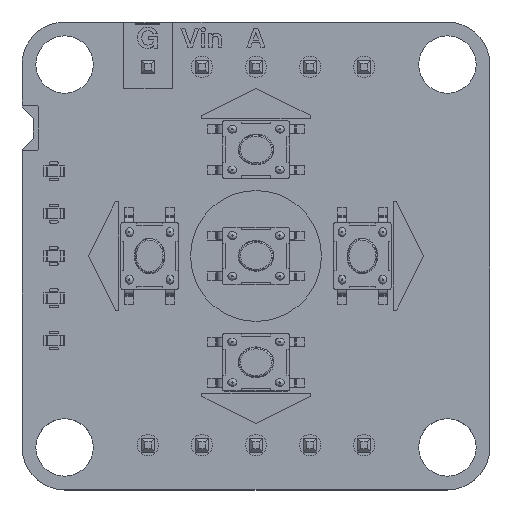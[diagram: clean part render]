
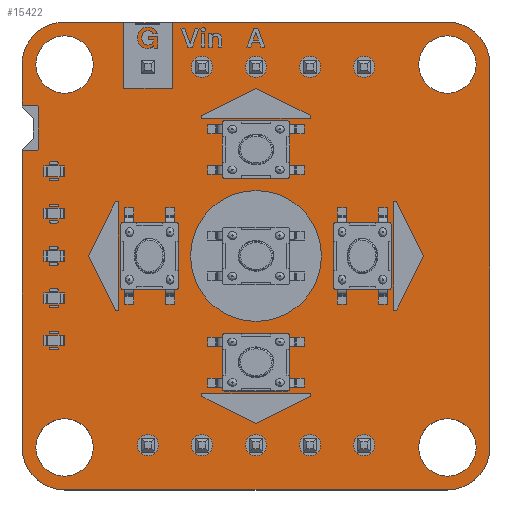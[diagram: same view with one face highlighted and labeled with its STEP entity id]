
A CAD part, top view. The second image highlights one B-rep face of the part: STEP entity #15422.
In plain terms, the highlighted planar face has unit normal (0, 0, 1).
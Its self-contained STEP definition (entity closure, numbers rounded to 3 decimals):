
#15087 = VERTEX_POINT('',#15088);
#15088 = CARTESIAN_POINT('',(8.998,11.,1.51));
#15094 = EDGE_CURVE('',#15087,#15095,#15097,.T.);
#15095 = VERTEX_POINT('',#15096);
#15096 = CARTESIAN_POINT('',(10.998,9.,1.51));
#15097 = CIRCLE('',#15098,2.);
#15098 = AXIS2_PLACEMENT_3D('',#15099,#15100,#15101);
#15099 = CARTESIAN_POINT('',(8.998,9.,1.51));
#15100 = DIRECTION('',(0.,0.,-1.));
#15101 = DIRECTION('',(0.,1.,0.));
#15129 = VERTEX_POINT('',#15130);
#15130 = CARTESIAN_POINT('',(-8.993,11.,1.51));
#15136 = EDGE_CURVE('',#15129,#15087,#15137,.T.);
#15137 = LINE('',#15138,#15139);
#15138 = CARTESIAN_POINT('',(-8.993,11.,1.51));
#15139 = VECTOR('',#15140,1.);
#15140 = DIRECTION('',(1.,0.,0.));
#15158 = EDGE_CURVE('',#15095,#15159,#15161,.T.);
#15159 = VERTEX_POINT('',#15160);
#15160 = CARTESIAN_POINT('',(10.998,-9.,1.51));
#15161 = LINE('',#15162,#15163);
#15162 = CARTESIAN_POINT('',(10.998,9.,1.51));
#15163 = VECTOR('',#15164,1.);
#15164 = DIRECTION('',(0.,-1.,0.));
#15422 = ADVANCED_FACE('',(#15423,#15501,#15512,#15523,#15534,#15545,
    #15556,#15567,#15578,#15589,#15600,#15611,#15622,#15633,#15644),
  #15655,.T.);
#15423 = FACE_BOUND('',#15424,.T.);
#15424 = EDGE_LOOP('',(#15425,#15426,#15427,#15436,#15444,#15452,#15460,
    #15468,#15476,#15485,#15493,#15500));
#15425 = ORIENTED_EDGE('',*,*,#15094,.F.);
#15426 = ORIENTED_EDGE('',*,*,#15136,.F.);
#15427 = ORIENTED_EDGE('',*,*,#15428,.F.);
#15428 = EDGE_CURVE('',#15429,#15129,#15431,.T.);
#15429 = VERTEX_POINT('',#15430);
#15430 = CARTESIAN_POINT('',(-11.002,9.,1.51));
#15431 = CIRCLE('',#15432,2.);
#15432 = AXIS2_PLACEMENT_3D('',#15433,#15434,#15435);
#15433 = CARTESIAN_POINT('',(-9.002,9.,1.51));
#15434 = DIRECTION('',(0.,0.,-1.));
#15435 = DIRECTION('',(-1.,0.,0.));
#15436 = ORIENTED_EDGE('',*,*,#15437,.F.);
#15437 = EDGE_CURVE('',#15438,#15429,#15440,.T.);
#15438 = VERTEX_POINT('',#15439);
#15439 = CARTESIAN_POINT('',(-11.002,7.,1.51));
#15440 = LINE('',#15441,#15442);
#15441 = CARTESIAN_POINT('',(-11.002,7.,1.51));
#15442 = VECTOR('',#15443,1.);
#15443 = DIRECTION('',(0.,1.,0.));
#15444 = ORIENTED_EDGE('',*,*,#15445,.F.);
#15445 = EDGE_CURVE('',#15446,#15438,#15448,.T.);
#15446 = VERTEX_POINT('',#15447);
#15447 = CARTESIAN_POINT('',(-10.472,6.47,1.51));
#15448 = LINE('',#15449,#15450);
#15449 = CARTESIAN_POINT('',(-10.472,6.47,1.51));
#15450 = VECTOR('',#15451,1.);
#15451 = DIRECTION('',(-0.707,0.707,0.));
#15452 = ORIENTED_EDGE('',*,*,#15453,.F.);
#15453 = EDGE_CURVE('',#15454,#15446,#15456,.T.);
#15454 = VERTEX_POINT('',#15455);
#15455 = CARTESIAN_POINT('',(-10.472,5.53,1.51));
#15456 = LINE('',#15457,#15458);
#15457 = CARTESIAN_POINT('',(-10.472,5.53,1.51));
#15458 = VECTOR('',#15459,1.);
#15459 = DIRECTION('',(0.,1.,0.));
#15460 = ORIENTED_EDGE('',*,*,#15461,.F.);
#15461 = EDGE_CURVE('',#15462,#15454,#15464,.T.);
#15462 = VERTEX_POINT('',#15463);
#15463 = CARTESIAN_POINT('',(-11.002,5.,1.51));
#15464 = LINE('',#15465,#15466);
#15465 = CARTESIAN_POINT('',(-11.002,5.,1.51));
#15466 = VECTOR('',#15467,1.);
#15467 = DIRECTION('',(0.707,0.707,0.));
#15468 = ORIENTED_EDGE('',*,*,#15469,.F.);
#15469 = EDGE_CURVE('',#15470,#15462,#15472,.T.);
#15470 = VERTEX_POINT('',#15471);
#15471 = CARTESIAN_POINT('',(-11.002,-9.,1.51));
#15472 = LINE('',#15473,#15474);
#15473 = CARTESIAN_POINT('',(-11.002,-9.,1.51));
#15474 = VECTOR('',#15475,1.);
#15475 = DIRECTION('',(0.,1.,0.));
#15476 = ORIENTED_EDGE('',*,*,#15477,.F.);
#15477 = EDGE_CURVE('',#15478,#15470,#15480,.T.);
#15478 = VERTEX_POINT('',#15479);
#15479 = CARTESIAN_POINT('',(-9.002,-11.,1.51));
#15480 = CIRCLE('',#15481,2.);
#15481 = AXIS2_PLACEMENT_3D('',#15482,#15483,#15484);
#15482 = CARTESIAN_POINT('',(-9.002,-9.,1.51));
#15483 = DIRECTION('',(0.,0.,-1.));
#15484 = DIRECTION('',(0.,-1.,0.));
#15485 = ORIENTED_EDGE('',*,*,#15486,.F.);
#15486 = EDGE_CURVE('',#15487,#15478,#15489,.T.);
#15487 = VERTEX_POINT('',#15488);
#15488 = CARTESIAN_POINT('',(8.998,-11.,1.51));
#15489 = LINE('',#15490,#15491);
#15490 = CARTESIAN_POINT('',(8.998,-11.,1.51));
#15491 = VECTOR('',#15492,1.);
#15492 = DIRECTION('',(-1.,0.,0.));
#15493 = ORIENTED_EDGE('',*,*,#15494,.F.);
#15494 = EDGE_CURVE('',#15159,#15487,#15495,.T.);
#15495 = CIRCLE('',#15496,2.);
#15496 = AXIS2_PLACEMENT_3D('',#15497,#15498,#15499);
#15497 = CARTESIAN_POINT('',(8.998,-9.,1.51));
#15498 = DIRECTION('',(0.,0.,-1.));
#15499 = DIRECTION('',(1.,0.,0.));
#15500 = ORIENTED_EDGE('',*,*,#15158,.F.);
#15501 = FACE_BOUND('',#15502,.T.);
#15502 = EDGE_LOOP('',(#15503));
#15503 = ORIENTED_EDGE('',*,*,#15504,.T.);
#15504 = EDGE_CURVE('',#15505,#15505,#15507,.T.);
#15505 = VERTEX_POINT('',#15506);
#15506 = CARTESIAN_POINT('',(-9.002,-10.35,1.51));
#15507 = CIRCLE('',#15508,1.35);
#15508 = AXIS2_PLACEMENT_3D('',#15509,#15510,#15511);
#15509 = CARTESIAN_POINT('',(-9.002,-9.,1.51));
#15510 = DIRECTION('',(-0.,0.,-1.));
#15511 = DIRECTION('',(-0.,-1.,0.));
#15512 = FACE_BOUND('',#15513,.T.);
#15513 = EDGE_LOOP('',(#15514));
#15514 = ORIENTED_EDGE('',*,*,#15515,.T.);
#15515 = EDGE_CURVE('',#15516,#15516,#15518,.T.);
#15516 = VERTEX_POINT('',#15517);
#15517 = CARTESIAN_POINT('',(-5.082,-9.39,1.51));
#15518 = CIRCLE('',#15519,0.5);
#15519 = AXIS2_PLACEMENT_3D('',#15520,#15521,#15522);
#15520 = CARTESIAN_POINT('',(-5.082,-8.89,1.51));
#15521 = DIRECTION('',(-0.,0.,-1.));
#15522 = DIRECTION('',(-0.,-1.,0.));
#15523 = FACE_BOUND('',#15524,.T.);
#15524 = EDGE_LOOP('',(#15525));
#15525 = ORIENTED_EDGE('',*,*,#15526,.T.);
#15526 = EDGE_CURVE('',#15527,#15527,#15529,.T.);
#15527 = VERTEX_POINT('',#15528);
#15528 = CARTESIAN_POINT('',(-2.542,-9.39,1.51));
#15529 = CIRCLE('',#15530,0.5);
#15530 = AXIS2_PLACEMENT_3D('',#15531,#15532,#15533);
#15531 = CARTESIAN_POINT('',(-2.542,-8.89,1.51));
#15532 = DIRECTION('',(-0.,0.,-1.));
#15533 = DIRECTION('',(-0.,-1.,0.));
#15534 = FACE_BOUND('',#15535,.T.);
#15535 = EDGE_LOOP('',(#15536));
#15536 = ORIENTED_EDGE('',*,*,#15537,.T.);
#15537 = EDGE_CURVE('',#15538,#15538,#15540,.T.);
#15538 = VERTEX_POINT('',#15539);
#15539 = CARTESIAN_POINT('',(-0.002,-9.39,1.51));
#15540 = CIRCLE('',#15541,0.5);
#15541 = AXIS2_PLACEMENT_3D('',#15542,#15543,#15544);
#15542 = CARTESIAN_POINT('',(-0.002,-8.89,1.51));
#15543 = DIRECTION('',(-0.,0.,-1.));
#15544 = DIRECTION('',(0.,-1.,-0.));
#15545 = FACE_BOUND('',#15546,.T.);
#15546 = EDGE_LOOP('',(#15547));
#15547 = ORIENTED_EDGE('',*,*,#15548,.T.);
#15548 = EDGE_CURVE('',#15549,#15549,#15551,.T.);
#15549 = VERTEX_POINT('',#15550);
#15550 = CARTESIAN_POINT('',(2.538,-9.39,1.51));
#15551 = CIRCLE('',#15552,0.5);
#15552 = AXIS2_PLACEMENT_3D('',#15553,#15554,#15555);
#15553 = CARTESIAN_POINT('',(2.538,-8.89,1.51));
#15554 = DIRECTION('',(-0.,0.,-1.));
#15555 = DIRECTION('',(-0.,-1.,0.));
#15556 = FACE_BOUND('',#15557,.T.);
#15557 = EDGE_LOOP('',(#15558));
#15558 = ORIENTED_EDGE('',*,*,#15559,.T.);
#15559 = EDGE_CURVE('',#15560,#15560,#15562,.T.);
#15560 = VERTEX_POINT('',#15561);
#15561 = CARTESIAN_POINT('',(5.078,-9.39,1.51));
#15562 = CIRCLE('',#15563,0.5);
#15563 = AXIS2_PLACEMENT_3D('',#15564,#15565,#15566);
#15564 = CARTESIAN_POINT('',(5.078,-8.89,1.51));
#15565 = DIRECTION('',(-0.,0.,-1.));
#15566 = DIRECTION('',(-0.,-1.,0.));
#15567 = FACE_BOUND('',#15568,.T.);
#15568 = EDGE_LOOP('',(#15569));
#15569 = ORIENTED_EDGE('',*,*,#15570,.T.);
#15570 = EDGE_CURVE('',#15571,#15571,#15573,.T.);
#15571 = VERTEX_POINT('',#15572);
#15572 = CARTESIAN_POINT('',(8.998,-10.35,1.51));
#15573 = CIRCLE('',#15574,1.35);
#15574 = AXIS2_PLACEMENT_3D('',#15575,#15576,#15577);
#15575 = CARTESIAN_POINT('',(8.998,-9.,1.51));
#15576 = DIRECTION('',(-0.,0.,-1.));
#15577 = DIRECTION('',(-0.,-1.,0.));
#15578 = FACE_BOUND('',#15579,.T.);
#15579 = EDGE_LOOP('',(#15580));
#15580 = ORIENTED_EDGE('',*,*,#15581,.T.);
#15581 = EDGE_CURVE('',#15582,#15582,#15584,.T.);
#15582 = VERTEX_POINT('',#15583);
#15583 = CARTESIAN_POINT('',(-9.002,7.65,1.51));
#15584 = CIRCLE('',#15585,1.35);
#15585 = AXIS2_PLACEMENT_3D('',#15586,#15587,#15588);
#15586 = CARTESIAN_POINT('',(-9.002,9.,1.51));
#15587 = DIRECTION('',(-0.,0.,-1.));
#15588 = DIRECTION('',(-0.,-1.,0.));
#15589 = FACE_BOUND('',#15590,.T.);
#15590 = EDGE_LOOP('',(#15591));
#15591 = ORIENTED_EDGE('',*,*,#15592,.T.);
#15592 = EDGE_CURVE('',#15593,#15593,#15595,.T.);
#15593 = VERTEX_POINT('',#15594);
#15594 = CARTESIAN_POINT('',(-5.082,8.39,1.51));
#15595 = CIRCLE('',#15596,0.5);
#15596 = AXIS2_PLACEMENT_3D('',#15597,#15598,#15599);
#15597 = CARTESIAN_POINT('',(-5.082,8.89,1.51));
#15598 = DIRECTION('',(-0.,0.,-1.));
#15599 = DIRECTION('',(-0.,-1.,0.));
#15600 = FACE_BOUND('',#15601,.T.);
#15601 = EDGE_LOOP('',(#15602));
#15602 = ORIENTED_EDGE('',*,*,#15603,.T.);
#15603 = EDGE_CURVE('',#15604,#15604,#15606,.T.);
#15604 = VERTEX_POINT('',#15605);
#15605 = CARTESIAN_POINT('',(-2.542,8.39,1.51));
#15606 = CIRCLE('',#15607,0.5);
#15607 = AXIS2_PLACEMENT_3D('',#15608,#15609,#15610);
#15608 = CARTESIAN_POINT('',(-2.542,8.89,1.51));
#15609 = DIRECTION('',(-0.,0.,-1.));
#15610 = DIRECTION('',(-0.,-1.,0.));
#15611 = FACE_BOUND('',#15612,.T.);
#15612 = EDGE_LOOP('',(#15613));
#15613 = ORIENTED_EDGE('',*,*,#15614,.T.);
#15614 = EDGE_CURVE('',#15615,#15615,#15617,.T.);
#15615 = VERTEX_POINT('',#15616);
#15616 = CARTESIAN_POINT('',(-0.002,8.39,1.51));
#15617 = CIRCLE('',#15618,0.5);
#15618 = AXIS2_PLACEMENT_3D('',#15619,#15620,#15621);
#15619 = CARTESIAN_POINT('',(-0.002,8.89,1.51));
#15620 = DIRECTION('',(-0.,0.,-1.));
#15621 = DIRECTION('',(0.,-1.,-0.));
#15622 = FACE_BOUND('',#15623,.T.);
#15623 = EDGE_LOOP('',(#15624));
#15624 = ORIENTED_EDGE('',*,*,#15625,.T.);
#15625 = EDGE_CURVE('',#15626,#15626,#15628,.T.);
#15626 = VERTEX_POINT('',#15627);
#15627 = CARTESIAN_POINT('',(2.538,8.39,1.51));
#15628 = CIRCLE('',#15629,0.5);
#15629 = AXIS2_PLACEMENT_3D('',#15630,#15631,#15632);
#15630 = CARTESIAN_POINT('',(2.538,8.89,1.51));
#15631 = DIRECTION('',(-0.,0.,-1.));
#15632 = DIRECTION('',(-0.,-1.,0.));
#15633 = FACE_BOUND('',#15634,.T.);
#15634 = EDGE_LOOP('',(#15635));
#15635 = ORIENTED_EDGE('',*,*,#15636,.T.);
#15636 = EDGE_CURVE('',#15637,#15637,#15639,.T.);
#15637 = VERTEX_POINT('',#15638);
#15638 = CARTESIAN_POINT('',(5.078,8.39,1.51));
#15639 = CIRCLE('',#15640,0.5);
#15640 = AXIS2_PLACEMENT_3D('',#15641,#15642,#15643);
#15641 = CARTESIAN_POINT('',(5.078,8.89,1.51));
#15642 = DIRECTION('',(-0.,0.,-1.));
#15643 = DIRECTION('',(-0.,-1.,0.));
#15644 = FACE_BOUND('',#15645,.T.);
#15645 = EDGE_LOOP('',(#15646));
#15646 = ORIENTED_EDGE('',*,*,#15647,.T.);
#15647 = EDGE_CURVE('',#15648,#15648,#15650,.T.);
#15648 = VERTEX_POINT('',#15649);
#15649 = CARTESIAN_POINT('',(8.998,7.65,1.51));
#15650 = CIRCLE('',#15651,1.35);
#15651 = AXIS2_PLACEMENT_3D('',#15652,#15653,#15654);
#15652 = CARTESIAN_POINT('',(8.998,9.,1.51));
#15653 = DIRECTION('',(-0.,0.,-1.));
#15654 = DIRECTION('',(-0.,-1.,0.));
#15655 = PLANE('',#15656);
#15656 = AXIS2_PLACEMENT_3D('',#15657,#15658,#15659);
#15657 = CARTESIAN_POINT('',(0.,0.,1.51));
#15658 = DIRECTION('',(0.,0.,1.));
#15659 = DIRECTION('',(1.,0.,-0.));
